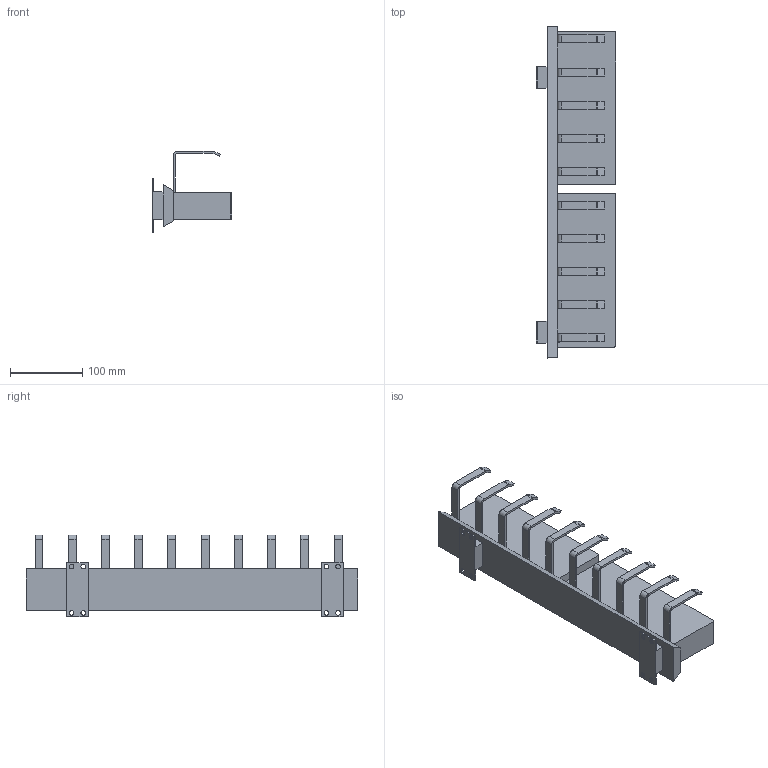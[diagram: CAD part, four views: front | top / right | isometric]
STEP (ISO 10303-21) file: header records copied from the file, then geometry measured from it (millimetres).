
FILE_DESCRIPTION(/* description */ (''),/* implementation_level */ '2;1');
FILE_NAME(/* name */ '3D_600-0354-XX_re.sat.ipt.stp',/* time_stamp */ '2022-07-18T16:37:45+02:00',/* author */ (''),/* organization */ (''),/* preprocessor_version */ 'ST-DEVELOPER v18.1',/* originating_system */ 'Autodesk Inventor 2021',/* authorisation */ '');
FILE_SCHEMA (('CONFIG_CONTROL_DESIGN'));
Length unit declared in the file: millimetre
Products named in the file (1): 3D_600-0354-XX_re.sat
Bounding box: 110 x 458.5 x 113 mm (x, y, z)
Volume: 688056.3 mm3; surface area: 220926.8 mm2
Topology: 1 solids, 1 shells, 194 faces, 544 edges, 356 vertices
Faces by surface type: plane 142, cylinder 52
Full cylindrical faces by diameter (mm): 6.4 x8
Entity records: 6477 total; most frequent: CARTESIAN_POINT 1095, ORIENTED_EDGE 1088, DIRECTION 1038, EDGE_CURVE 544, LINE 440, VECTOR 440, VERTEX_POINT 356, AXIS2_PLACEMENT_3D 299
